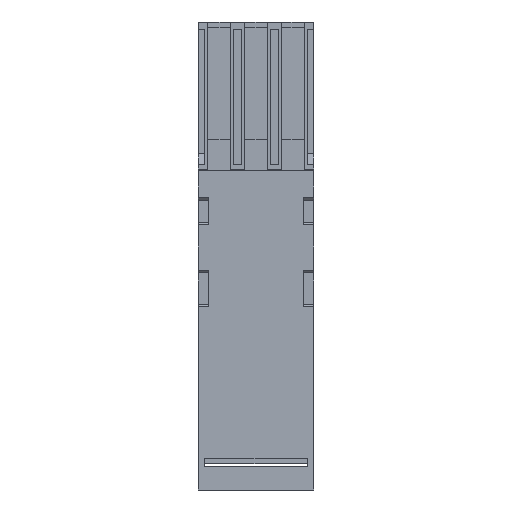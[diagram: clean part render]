
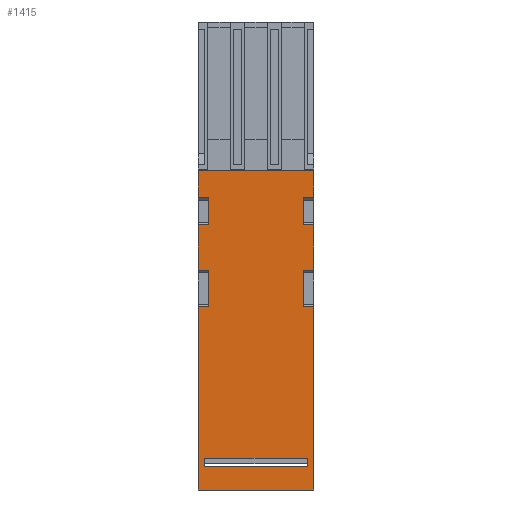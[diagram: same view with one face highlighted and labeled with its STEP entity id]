
A CAD part, front view. The second image highlights one B-rep face of the part: STEP entity #1415.
In plain terms, the highlighted planar face has unit normal (0, -1, 0).
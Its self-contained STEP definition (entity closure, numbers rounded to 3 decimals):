
#1415=ADVANCED_FACE('NONE',(#3639,#3640),#3641,.T.);
#3639=FACE_OUTER_BOUND('',#6631,.T.);
#3640=FACE_BOUND('',#6632,.T.);
#3641=PLANE('',#6633);
#6631=EDGE_LOOP('',(#23438,#23439,#23440,#23441,#23442,#23443,#23444,#23445,#23446,#23447,#23448,#23449,#23450,#23451,#23452,#23453,#23454,#23455,#23456,#23457,#23458,#23459,#23460,#23461));
#6632=EDGE_LOOP('',(#23462,#23463,#23464,#23465));
#6633=AXIS2_PLACEMENT_3D('',#23466,#23467,#23468);
#23438=ORIENTED_EDGE('',*,*,#31293,.T.);
#23439=ORIENTED_EDGE('',*,*,#31368,.F.);
#23440=ORIENTED_EDGE('',*,*,#31369,.T.);
#23441=ORIENTED_EDGE('',*,*,#31370,.T.);
#23442=ORIENTED_EDGE('',*,*,#31284,.T.);
#23443=ORIENTED_EDGE('',*,*,#30812,.T.);
#23444=ORIENTED_EDGE('',*,*,#31371,.F.);
#23445=ORIENTED_EDGE('',*,*,#31372,.F.);
#23446=ORIENTED_EDGE('',*,*,#31373,.F.);
#23447=ORIENTED_EDGE('',*,*,#31374,.T.);
#23448=ORIENTED_EDGE('',*,*,#31375,.F.);
#23449=ORIENTED_EDGE('',*,*,#31376,.F.);
#23450=ORIENTED_EDGE('',*,*,#31377,.F.);
#23451=ORIENTED_EDGE('',*,*,#31378,.T.);
#23452=ORIENTED_EDGE('',*,*,#31379,.F.);
#23453=ORIENTED_EDGE('',*,*,#31380,.F.);
#23454=ORIENTED_EDGE('',*,*,#31381,.F.);
#23455=ORIENTED_EDGE('',*,*,#31382,.F.);
#23456=ORIENTED_EDGE('',*,*,#31151,.F.);
#23457=ORIENTED_EDGE('',*,*,#31383,.T.);
#23458=ORIENTED_EDGE('',*,*,#31302,.T.);
#23459=ORIENTED_EDGE('',*,*,#31384,.F.);
#23460=ORIENTED_EDGE('',*,*,#31385,.T.);
#23461=ORIENTED_EDGE('',*,*,#31386,.T.);
#23462=ORIENTED_EDGE('',*,*,#31387,.F.);
#23463=ORIENTED_EDGE('',*,*,#31388,.F.);
#23464=ORIENTED_EDGE('',*,*,#31389,.F.);
#23465=ORIENTED_EDGE('',*,*,#31390,.F.);
#23466=CARTESIAN_POINT('',(0.0,4.54,62.2));
#23467=DIRECTION('',(0.0,-1.0,0.0));
#23468=DIRECTION('',(0.0,0.0,1.0));
#30812=EDGE_CURVE('NONE',#35267,#35265,#35268,.T.);
#31151=EDGE_CURVE('NONE',#35792,#35794,#35795,.T.);
#31284=EDGE_CURVE('NONE',#36012,#35267,#36013,.T.);
#31293=EDGE_CURVE('NONE',#36030,#36028,#36031,.T.);
#31302=EDGE_CURVE('NONE',#36048,#36046,#36049,.T.);
#31368=EDGE_CURVE('NONE',#36169,#36028,#36170,.T.);
#31369=EDGE_CURVE('NONE',#36169,#36171,#36172,.T.);
#31370=EDGE_CURVE('NONE',#36171,#36012,#36173,.T.);
#31371=EDGE_CURVE('NONE',#36174,#35265,#36175,.T.);
#31372=EDGE_CURVE('NONE',#36176,#36174,#36177,.T.);
#31373=EDGE_CURVE('NONE',#36178,#36176,#36179,.T.);
#31374=EDGE_CURVE('NONE',#36178,#36180,#36181,.T.);
#31375=EDGE_CURVE('NONE',#36182,#36180,#36183,.T.);
#31376=EDGE_CURVE('NONE',#36184,#36182,#36185,.T.);
#31377=EDGE_CURVE('NONE',#36186,#36184,#36187,.T.);
#31378=EDGE_CURVE('NONE',#36186,#36188,#36189,.T.);
#31379=EDGE_CURVE('NONE',#36190,#36188,#36191,.T.);
#31380=EDGE_CURVE('NONE',#36192,#36190,#36193,.T.);
#31381=EDGE_CURVE('NONE',#36194,#36192,#36195,.T.);
#31382=EDGE_CURVE('NONE',#35794,#36194,#36196,.T.);
#31383=EDGE_CURVE('NONE',#35792,#36048,#36197,.T.);
#31384=EDGE_CURVE('NONE',#36198,#36046,#36199,.T.);
#31385=EDGE_CURVE('NONE',#36198,#36200,#36201,.T.);
#31386=EDGE_CURVE('NONE',#36200,#36030,#36202,.T.);
#31387=EDGE_CURVE('NONE',#36203,#36204,#36205,.T.);
#31388=EDGE_CURVE('NONE',#36206,#36203,#36207,.T.);
#31389=EDGE_CURVE('NONE',#36208,#36206,#36209,.T.);
#31390=EDGE_CURVE('NONE',#36204,#36208,#36210,.T.);
#35265=VERTEX_POINT('NONE',#43255);
#35267=VERTEX_POINT('NONE',#43258);
#35268=LINE('',#43259,#43260);
#35792=VERTEX_POINT('NONE',#44015);
#35794=VERTEX_POINT('NONE',#44018);
#35795=LINE('',#44019,#44020);
#36012=VERTEX_POINT('NONE',#44338);
#36013=LINE('',#44339,#44340);
#36028=VERTEX_POINT('NONE',#44362);
#36030=VERTEX_POINT('NONE',#44365);
#36031=LINE('',#44366,#44367);
#36046=VERTEX_POINT('NONE',#44389);
#36048=VERTEX_POINT('NONE',#44392);
#36049=LINE('',#44393,#44394);
#36169=VERTEX_POINT('NONE',#44576);
#36170=LINE('',#44577,#44578);
#36171=VERTEX_POINT('NONE',#44579);
#36172=LINE('',#44580,#44581);
#36173=LINE('',#44582,#44583);
#36174=VERTEX_POINT('NONE',#44584);
#36175=LINE('',#44585,#44586);
#36176=VERTEX_POINT('NONE',#44587);
#36177=LINE('',#44588,#44589);
#36178=VERTEX_POINT('NONE',#44590);
#36179=LINE('',#44591,#44592);
#36180=VERTEX_POINT('NONE',#44593);
#36181=LINE('',#44594,#44595);
#36182=VERTEX_POINT('NONE',#44596);
#36183=LINE('',#44597,#44598);
#36184=VERTEX_POINT('NONE',#44599);
#36185=LINE('',#44600,#44601);
#36186=VERTEX_POINT('NONE',#44602);
#36187=LINE('',#44603,#44604);
#36188=VERTEX_POINT('NONE',#44605);
#36189=LINE('',#44606,#44607);
#36190=VERTEX_POINT('NONE',#44608);
#36191=LINE('',#44609,#44610);
#36192=VERTEX_POINT('NONE',#44611);
#36193=LINE('',#44612,#44613);
#36194=VERTEX_POINT('NONE',#44614);
#36195=LINE('',#44615,#44616);
#36196=LINE('',#44617,#44618);
#36197=LINE('',#44619,#44620);
#36198=VERTEX_POINT('NONE',#44621);
#36199=LINE('',#44622,#44623);
#36200=VERTEX_POINT('NONE',#44624);
#36201=LINE('',#44625,#44626);
#36202=LINE('',#44627,#44628);
#36203=VERTEX_POINT('NONE',#44629);
#36204=VERTEX_POINT('NONE',#44630);
#36205=LINE('',#44631,#44632);
#36206=VERTEX_POINT('NONE',#44633);
#36207=LINE('',#44634,#44635);
#36208=VERTEX_POINT('NONE',#44636);
#36209=LINE('',#44637,#44638);
#36210=LINE('',#44639,#44640);
#43255=CARTESIAN_POINT('',(22.5,4.54,0.));
#43258=CARTESIAN_POINT('',(0.0,4.54,0.));
#43259=CARTESIAN_POINT('',(0.0,4.54,0.));
#43260=VECTOR('',#52472,1000.0);
#44015=CARTESIAN_POINT('',(0.01,4.54,58.7));
#44018=CARTESIAN_POINT('',(0.01,4.54,62.2));
#44019=CARTESIAN_POINT('',(0.01,4.54,62.2));
#44020=VECTOR('',#52840,1000.0);
#44338=CARTESIAN_POINT('',(0.0,4.54,35.6));
#44339=CARTESIAN_POINT('',(0.0,4.54,62.2));
#44340=VECTOR('',#52978,1000.0);
#44362=CARTESIAN_POINT('',(0.0,4.54,42.7));
#44365=CARTESIAN_POINT('',(0.0,4.54,51.6));
#44366=CARTESIAN_POINT('',(0.0,4.54,62.2));
#44367=VECTOR('',#52987,1000.0);
#44389=CARTESIAN_POINT('',(0.0,4.54,56.8));
#44392=CARTESIAN_POINT('',(0.0,4.54,58.7));
#44393=CARTESIAN_POINT('',(0.0,4.54,62.2));
#44394=VECTOR('',#52996,1000.0);
#44576=CARTESIAN_POINT('',(2.05,4.54,42.7));
#44577=CARTESIAN_POINT('',(2.05,4.54,42.7));
#44578=VECTOR('',#53059,1000.0);
#44579=CARTESIAN_POINT('',(2.05,4.54,35.6));
#44580=CARTESIAN_POINT('',(2.05,4.54,35.6));
#44581=VECTOR('',#53060,1000.0);
#44582=CARTESIAN_POINT('',(2.05,4.54,35.6));
#44583=VECTOR('',#53061,1000.0);
#44584=CARTESIAN_POINT('',(22.5,4.54,35.6));
#44585=CARTESIAN_POINT('',(22.5,4.54,62.2));
#44586=VECTOR('',#53062,1000.0);
#44587=CARTESIAN_POINT('',(20.45,4.54,35.6));
#44588=CARTESIAN_POINT('',(20.45,4.54,35.6));
#44589=VECTOR('',#53063,1000.0);
#44590=CARTESIAN_POINT('',(20.45,4.54,42.7));
#44591=CARTESIAN_POINT('',(20.45,4.54,35.6));
#44592=VECTOR('',#53064,1000.0);
#44593=CARTESIAN_POINT('',(22.5,4.54,42.7));
#44594=CARTESIAN_POINT('',(20.45,4.54,42.7));
#44595=VECTOR('',#53065,1000.0);
#44596=CARTESIAN_POINT('',(22.5,4.54,51.6));
#44597=CARTESIAN_POINT('',(22.5,4.54,62.2));
#44598=VECTOR('',#53066,1000.0);
#44599=CARTESIAN_POINT('',(20.45,4.54,51.6));
#44600=CARTESIAN_POINT('',(20.45,4.54,51.6));
#44601=VECTOR('',#53067,1000.0);
#44602=CARTESIAN_POINT('',(20.45,4.54,56.8));
#44603=CARTESIAN_POINT('',(20.45,4.54,51.6));
#44604=VECTOR('',#53068,1000.0);
#44605=CARTESIAN_POINT('',(22.5,4.54,56.8));
#44606=CARTESIAN_POINT('',(20.45,4.54,56.8));
#44607=VECTOR('',#53069,1000.0);
#44608=CARTESIAN_POINT('',(22.5,4.54,58.7));
#44609=CARTESIAN_POINT('',(22.5,4.54,62.2));
#44610=VECTOR('',#53070,1000.0);
#44611=CARTESIAN_POINT('',(22.49,4.54,58.7));
#44612=CARTESIAN_POINT('',(0.0,4.54,58.7));
#44613=VECTOR('',#53071,1000.0);
#44614=CARTESIAN_POINT('',(22.49,4.54,62.2));
#44615=CARTESIAN_POINT('',(22.49,4.54,62.2));
#44616=VECTOR('',#53072,1000.0);
#44617=CARTESIAN_POINT('',(0.0,4.54,62.2));
#44618=VECTOR('',#53073,1000.0);
#44619=CARTESIAN_POINT('',(0.0,4.54,58.7));
#44620=VECTOR('',#53074,1000.0);
#44621=CARTESIAN_POINT('',(2.05,4.54,56.8));
#44622=CARTESIAN_POINT('',(2.05,4.54,56.8));
#44623=VECTOR('',#53075,1000.0);
#44624=CARTESIAN_POINT('',(2.05,4.54,51.6));
#44625=CARTESIAN_POINT('',(2.05,4.54,51.6));
#44626=VECTOR('',#53076,1000.0);
#44627=CARTESIAN_POINT('',(2.05,4.54,51.6));
#44628=VECTOR('',#53077,1000.0);
#44629=CARTESIAN_POINT('',(1.253,4.54,6.2));
#44630=CARTESIAN_POINT('',(1.253,4.54,4.5));
#44631=CARTESIAN_POINT('',(1.253,4.54,62.2));
#44632=VECTOR('',#53078,1000.0);
#44633=CARTESIAN_POINT('',(21.253,4.54,6.2));
#44634=CARTESIAN_POINT('',(0.0,4.54,6.2));
#44635=VECTOR('',#53079,1000.0);
#44636=CARTESIAN_POINT('',(21.253,4.54,4.5));
#44637=CARTESIAN_POINT('',(21.253,4.54,62.2));
#44638=VECTOR('',#53080,1000.0);
#44639=CARTESIAN_POINT('',(0.0,4.54,4.5));
#44640=VECTOR('',#53081,1000.0);
#52472=DIRECTION('',(1.0,0.0,0.0));
#52840=DIRECTION('',(0.0,0.0,1.0));
#52978=DIRECTION('',(0.0,0.0,-1.0));
#52987=DIRECTION('',(0.0,0.0,-1.0));
#52996=DIRECTION('',(0.0,0.0,-1.0));
#53059=DIRECTION('',(-1.0,0.0,0.0));
#53060=DIRECTION('',(0.0,0.0,-1.0));
#53061=DIRECTION('',(-1.0,0.0,0.0));
#53062=DIRECTION('',(0.0,0.0,-1.0));
#53063=DIRECTION('',(1.0,0.0,-0.0));
#53064=DIRECTION('',(-0.0,0.0,-1.0));
#53065=DIRECTION('',(1.0,0.0,-0.0));
#53066=DIRECTION('',(0.0,0.0,-1.0));
#53067=DIRECTION('',(1.0,0.0,-0.0));
#53068=DIRECTION('',(-0.0,0.0,-1.0));
#53069=DIRECTION('',(1.0,0.0,-0.0));
#53070=DIRECTION('',(0.0,0.0,-1.0));
#53071=DIRECTION('',(1.0,0.0,0.0));
#53072=DIRECTION('',(0.0,0.0,-1.0));
#53073=DIRECTION('',(1.0,0.0,0.0));
#53074=DIRECTION('',(-1.0,0.0,0.0));
#53075=DIRECTION('',(-1.0,0.0,0.0));
#53076=DIRECTION('',(0.0,0.0,-1.0));
#53077=DIRECTION('',(-1.0,0.0,0.0));
#53078=DIRECTION('',(0.,0.0,-1.0));
#53079=DIRECTION('',(-1.0,0.0,0.0));
#53080=DIRECTION('',(0.,0.0,1.0));
#53081=DIRECTION('',(1.0,0.0,0.0));
